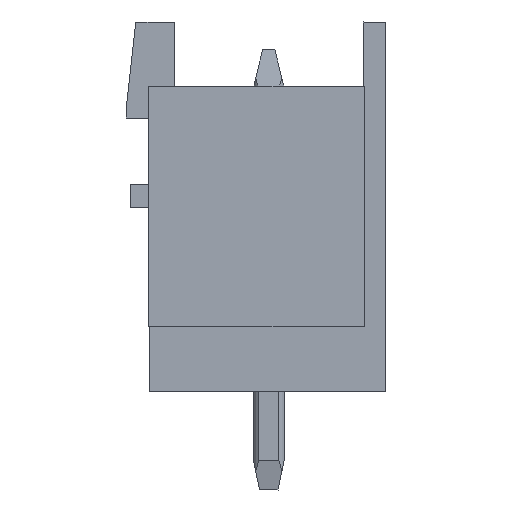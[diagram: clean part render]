
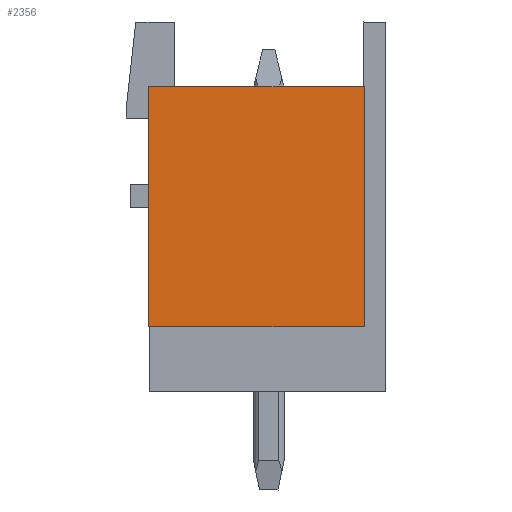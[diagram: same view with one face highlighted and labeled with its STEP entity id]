
A CAD part, left-side view. The second image highlights one B-rep face of the part: STEP entity #2356.
In plain terms, the highlighted planar face has unit normal (-1, 0, 0).
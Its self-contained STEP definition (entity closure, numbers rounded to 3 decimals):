
#2348=AXIS2_PLACEMENT_3D('Plane Axis2P3D',#2345,#2346,#2347) ;
#1672=CARTESIAN_POINT('Vertex',(0.,0.7,5.3)) ;
#1714=CARTESIAN_POINT('Vertex',(0.,0.7,13.1)) ;
#1717=CARTESIAN_POINT('Line Origine',(0.,0.7,9.2)) ;
#2211=CARTESIAN_POINT('Line Origine',(0.,7.7,9.2)) ;
#2215=CARTESIAN_POINT('Vertex',(0.,7.7,5.3)) ;
#2217=CARTESIAN_POINT('Vertex',(0.,7.7,13.1)) ;
#2282=CARTESIAN_POINT('Line Origine',(0.,4.2,5.3)) ;
#2333=CARTESIAN_POINT('Line Origine',(0.,4.2,13.1)) ;
#2345=CARTESIAN_POINT('Axis2P3D Location',(0.,0.,13.1)) ;
#1718=DIRECTION('Vector Direction',(0.,0.,-1.)) ;
#2212=DIRECTION('Vector Direction',(0.,0.,-1.)) ;
#2283=DIRECTION('Vector Direction',(0.,1.,0.)) ;
#2334=DIRECTION('Vector Direction',(0.,1.,0.)) ;
#2346=DIRECTION('Axis2P3D Direction',(1.,-0.,0.)) ;
#2347=DIRECTION('Axis2P3D XDirection',(0.,0.,-1.)) ;
#1719=VECTOR('Line Direction',#1718,1.) ;
#2213=VECTOR('Line Direction',#2212,1.) ;
#2284=VECTOR('Line Direction',#2283,1.) ;
#2335=VECTOR('Line Direction',#2334,1.) ;
#2351=ORIENTED_EDGE('',*,*,#2286,.F.) ;
#2352=ORIENTED_EDGE('',*,*,#1721,.T.) ;
#2353=ORIENTED_EDGE('',*,*,#2337,.T.) ;
#2354=ORIENTED_EDGE('',*,*,#2219,.F.) ;
#2356=ADVANCED_FACE('Housing',(#2355),#2349,.F.) ;
#1721=EDGE_CURVE('',#1673,#1715,#1720,.F.) ;
#2219=EDGE_CURVE('',#2216,#2218,#2214,.F.) ;
#2286=EDGE_CURVE('',#1673,#2216,#2285,.T.) ;
#2337=EDGE_CURVE('',#1715,#2218,#2336,.T.) ;
#2350=EDGE_LOOP('',(#2351,#2352,#2353,#2354)) ;
#2355=FACE_OUTER_BOUND('',#2350,.T.) ;
#1720=LINE('Line',#1717,#1719) ;
#2214=LINE('Line',#2211,#2213) ;
#2285=LINE('Line',#2282,#2284) ;
#2336=LINE('Line',#2333,#2335) ;
#2349=PLANE('',#2348) ;
#1673=VERTEX_POINT('',#1672) ;
#1715=VERTEX_POINT('',#1714) ;
#2216=VERTEX_POINT('',#2215) ;
#2218=VERTEX_POINT('',#2217) ;
